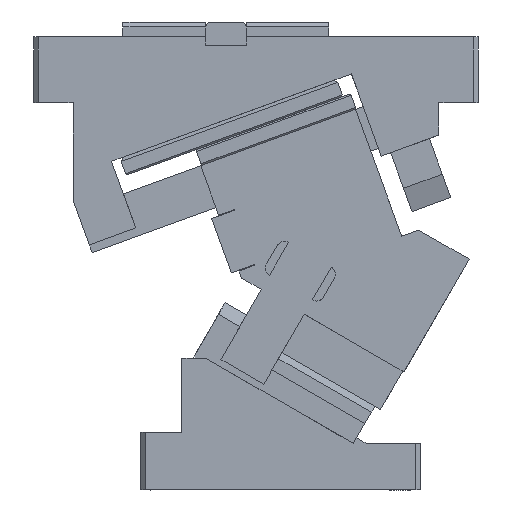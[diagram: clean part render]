
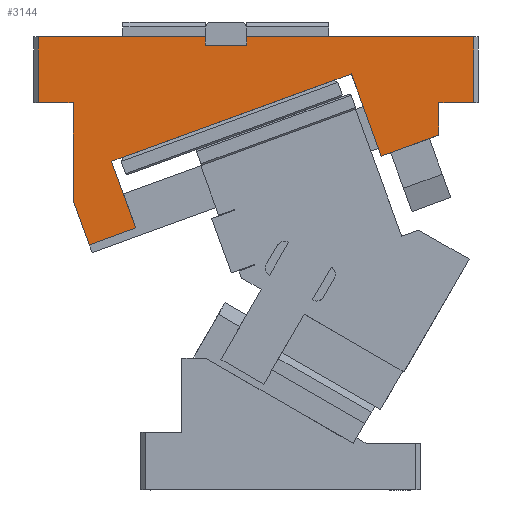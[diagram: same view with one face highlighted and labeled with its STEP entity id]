
A CAD part, front view. The second image highlights one B-rep face of the part: STEP entity #3144.
In plain terms, the highlighted planar face has unit normal (0, -1, 0).
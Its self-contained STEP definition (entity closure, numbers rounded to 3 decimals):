
#2716=CARTESIAN_POINT('Vertex',(127.919,0.,252.453)) ;
#2719=CARTESIAN_POINT('Line Origine',(55.093,0.,225.946)) ;
#2723=CARTESIAN_POINT('Vertex',(118.523,0.,249.033)) ;
#2726=CARTESIAN_POINT('Line Origine',(55.093,0.,225.946)) ;
#2730=CARTESIAN_POINT('Vertex',(-13.034,0.,201.15)) ;
#2733=CARTESIAN_POINT('Line Origine',(55.093,0.,225.946)) ;
#2737=CARTESIAN_POINT('Vertex',(-17.733,0.,199.44)) ;
#2966=CARTESIAN_POINT('Vertex',(146.047,0.,202.649)) ;
#2969=CARTESIAN_POINT('Line Origine',(136.983,0.,227.551)) ;
#3015=CARTESIAN_POINT('Axis2P3D Location',(174.772,0.,275.)) ;
#3020=CARTESIAN_POINT('Line Origine',(163.523,0.,209.01)) ;
#3024=CARTESIAN_POINT('Vertex',(181.,0.,215.371)) ;
#3027=CARTESIAN_POINT('Line Origine',(181.,0.,225.186)) ;
#3031=CARTESIAN_POINT('Vertex',(181.,0.,235.)) ;
#3034=CARTESIAN_POINT('Line Origine',(191.5,0.,235.)) ;
#3038=CARTESIAN_POINT('Vertex',(202.,0.,235.)) ;
#3041=CARTESIAN_POINT('Line Origine',(202.,0.,255.)) ;
#3045=CARTESIAN_POINT('Vertex',(202.,0.,275.)) ;
#3048=CARTESIAN_POINT('Line Origine',(133.135,0.,275.)) ;
#3052=CARTESIAN_POINT('Vertex',(64.271,0.,275.)) ;
#3055=CARTESIAN_POINT('Line Origine',(64.271,0.,272.5)) ;
#3059=CARTESIAN_POINT('Vertex',(64.271,0.,270.)) ;
#3062=CARTESIAN_POINT('Line Origine',(51.771,0.,270.)) ;
#3066=CARTESIAN_POINT('Vertex',(39.271,0.,270.)) ;
#3069=CARTESIAN_POINT('Line Origine',(39.271,0.,272.5)) ;
#3073=CARTESIAN_POINT('Vertex',(39.271,0.,275.)) ;
#3076=CARTESIAN_POINT('Line Origine',(-11.365,0.,275.)) ;
#3080=CARTESIAN_POINT('Vertex',(-62.,0.,275.)) ;
#3083=CARTESIAN_POINT('Line Origine',(-62.,0.,255.)) ;
#3087=CARTESIAN_POINT('Vertex',(-62.,0.,235.)) ;
#3090=CARTESIAN_POINT('Line Origine',(-51.5,0.,235.)) ;
#3094=CARTESIAN_POINT('Vertex',(-41.,0.,235.)) ;
#3097=CARTESIAN_POINT('Line Origine',(-41.,0.,205.326)) ;
#3101=CARTESIAN_POINT('Vertex',(-41.,0.,175.652)) ;
#3104=CARTESIAN_POINT('Line Origine',(-36.108,0.,162.212)) ;
#3108=CARTESIAN_POINT('Vertex',(-31.217,0.,148.773)) ;
#3111=CARTESIAN_POINT('Line Origine',(-17.121,0.,153.903)) ;
#3115=CARTESIAN_POINT('Vertex',(-3.026,0.,159.033)) ;
#3118=CARTESIAN_POINT('Line Origine',(-10.379,0.,179.237)) ;
#2720=DIRECTION('Vector Direction',(0.94,0.,0.342)) ;
#2727=DIRECTION('Vector Direction',(0.94,0.,0.342)) ;
#2734=DIRECTION('Vector Direction',(0.94,0.,0.342)) ;
#2970=DIRECTION('Vector Direction',(0.342,0.,-0.94)) ;
#3016=DIRECTION('Axis2P3D Direction',(0.,1.,0.)) ;
#3017=DIRECTION('Axis2P3D XDirection',(-1.,0.,0.)) ;
#3021=DIRECTION('Vector Direction',(-0.94,0.,-0.342)) ;
#3028=DIRECTION('Vector Direction',(0.,0.,-1.)) ;
#3035=DIRECTION('Vector Direction',(-1.,0.,0.)) ;
#3042=DIRECTION('Vector Direction',(0.,0.,1.)) ;
#3049=DIRECTION('Vector Direction',(1.,0.,0.)) ;
#3056=DIRECTION('Vector Direction',(0.,0.,-1.)) ;
#3063=DIRECTION('Vector Direction',(1.,0.,0.)) ;
#3070=DIRECTION('Vector Direction',(0.,0.,1.)) ;
#3077=DIRECTION('Vector Direction',(1.,0.,0.)) ;
#3084=DIRECTION('Vector Direction',(0.,0.,-1.)) ;
#3091=DIRECTION('Vector Direction',(1.,0.,0.)) ;
#3098=DIRECTION('Vector Direction',(0.,0.,-1.)) ;
#3105=DIRECTION('Vector Direction',(0.342,0.,-0.94)) ;
#3112=DIRECTION('Vector Direction',(0.94,0.,0.342)) ;
#3119=DIRECTION('Vector Direction',(-0.342,0.,0.94)) ;
#3018=AXIS2_PLACEMENT_3D('Plane Axis2P3D',#3015,#3016,#3017) ;
#3124=ORIENTED_EDGE('',*,*,#2739,.F.) ;
#3125=ORIENTED_EDGE('',*,*,#2732,.F.) ;
#3126=ORIENTED_EDGE('',*,*,#2725,.F.) ;
#3127=ORIENTED_EDGE('',*,*,#2973,.T.) ;
#3128=ORIENTED_EDGE('',*,*,#3026,.F.) ;
#3129=ORIENTED_EDGE('',*,*,#3033,.F.) ;
#3130=ORIENTED_EDGE('',*,*,#3040,.F.) ;
#3131=ORIENTED_EDGE('',*,*,#3047,.T.) ;
#3132=ORIENTED_EDGE('',*,*,#3054,.F.) ;
#3133=ORIENTED_EDGE('',*,*,#3061,.T.) ;
#3134=ORIENTED_EDGE('',*,*,#3068,.F.) ;
#3135=ORIENTED_EDGE('',*,*,#3075,.T.) ;
#3136=ORIENTED_EDGE('',*,*,#3082,.F.) ;
#3137=ORIENTED_EDGE('',*,*,#3089,.T.) ;
#3138=ORIENTED_EDGE('',*,*,#3096,.F.) ;
#3139=ORIENTED_EDGE('',*,*,#3103,.T.) ;
#3140=ORIENTED_EDGE('',*,*,#3110,.T.) ;
#3141=ORIENTED_EDGE('',*,*,#3117,.T.) ;
#3142=ORIENTED_EDGE('',*,*,#3122,.T.) ;
#2721=VECTOR('Line Direction',#2720,1.) ;
#2728=VECTOR('Line Direction',#2727,1.) ;
#2735=VECTOR('Line Direction',#2734,1.) ;
#2971=VECTOR('Line Direction',#2970,1.) ;
#3022=VECTOR('Line Direction',#3021,1.) ;
#3029=VECTOR('Line Direction',#3028,1.) ;
#3036=VECTOR('Line Direction',#3035,1.) ;
#3043=VECTOR('Line Direction',#3042,1.) ;
#3050=VECTOR('Line Direction',#3049,1.) ;
#3057=VECTOR('Line Direction',#3056,1.) ;
#3064=VECTOR('Line Direction',#3063,1.) ;
#3071=VECTOR('Line Direction',#3070,1.) ;
#3078=VECTOR('Line Direction',#3077,1.) ;
#3085=VECTOR('Line Direction',#3084,1.) ;
#3092=VECTOR('Line Direction',#3091,1.) ;
#3099=VECTOR('Line Direction',#3098,1.) ;
#3106=VECTOR('Line Direction',#3105,1.) ;
#3113=VECTOR('Line Direction',#3112,1.) ;
#3120=VECTOR('Line Direction',#3119,1.) ;
#3144=ADVANCED_FACE('CAM HOLDER',(#3143),#3019,.F.) ;
#2725=EDGE_CURVE('',#2717,#2724,#2722,.F.) ;
#2732=EDGE_CURVE('',#2724,#2731,#2729,.F.) ;
#2739=EDGE_CURVE('',#2731,#2738,#2736,.F.) ;
#2973=EDGE_CURVE('',#2717,#2967,#2972,.T.) ;
#3026=EDGE_CURVE('',#3025,#2967,#3023,.T.) ;
#3033=EDGE_CURVE('',#3032,#3025,#3030,.T.) ;
#3040=EDGE_CURVE('',#3039,#3032,#3037,.T.) ;
#3047=EDGE_CURVE('',#3039,#3046,#3044,.T.) ;
#3054=EDGE_CURVE('',#3053,#3046,#3051,.T.) ;
#3061=EDGE_CURVE('',#3053,#3060,#3058,.T.) ;
#3068=EDGE_CURVE('',#3067,#3060,#3065,.T.) ;
#3075=EDGE_CURVE('',#3067,#3074,#3072,.T.) ;
#3082=EDGE_CURVE('',#3081,#3074,#3079,.T.) ;
#3089=EDGE_CURVE('',#3081,#3088,#3086,.T.) ;
#3096=EDGE_CURVE('',#3095,#3088,#3093,.F.) ;
#3103=EDGE_CURVE('',#3095,#3102,#3100,.T.) ;
#3110=EDGE_CURVE('',#3102,#3109,#3107,.T.) ;
#3117=EDGE_CURVE('',#3109,#3116,#3114,.T.) ;
#3122=EDGE_CURVE('',#3116,#2738,#3121,.T.) ;
#3123=EDGE_LOOP('',(#3124,#3125,#3126,#3127,#3128,#3129,#3130,#3131,#3132,#3133,#3134,#3135,#3136,#3137,#3138,#3139,#3140,#3141,#3142)) ;
#3143=FACE_OUTER_BOUND('',#3123,.T.) ;
#2722=LINE('Line',#2719,#2721) ;
#2729=LINE('Line',#2726,#2728) ;
#2736=LINE('Line',#2733,#2735) ;
#2972=LINE('Line',#2969,#2971) ;
#3023=LINE('Line',#3020,#3022) ;
#3030=LINE('Line',#3027,#3029) ;
#3037=LINE('Line',#3034,#3036) ;
#3044=LINE('Line',#3041,#3043) ;
#3051=LINE('Line',#3048,#3050) ;
#3058=LINE('Line',#3055,#3057) ;
#3065=LINE('Line',#3062,#3064) ;
#3072=LINE('Line',#3069,#3071) ;
#3079=LINE('Line',#3076,#3078) ;
#3086=LINE('Line',#3083,#3085) ;
#3093=LINE('Line',#3090,#3092) ;
#3100=LINE('Line',#3097,#3099) ;
#3107=LINE('Line',#3104,#3106) ;
#3114=LINE('Line',#3111,#3113) ;
#3121=LINE('Line',#3118,#3120) ;
#3019=PLANE('Plane',#3018) ;
#2717=VERTEX_POINT('',#2716) ;
#2724=VERTEX_POINT('',#2723) ;
#2731=VERTEX_POINT('',#2730) ;
#2738=VERTEX_POINT('',#2737) ;
#2967=VERTEX_POINT('',#2966) ;
#3025=VERTEX_POINT('',#3024) ;
#3032=VERTEX_POINT('',#3031) ;
#3039=VERTEX_POINT('',#3038) ;
#3046=VERTEX_POINT('',#3045) ;
#3053=VERTEX_POINT('',#3052) ;
#3060=VERTEX_POINT('',#3059) ;
#3067=VERTEX_POINT('',#3066) ;
#3074=VERTEX_POINT('',#3073) ;
#3081=VERTEX_POINT('',#3080) ;
#3088=VERTEX_POINT('',#3087) ;
#3095=VERTEX_POINT('',#3094) ;
#3102=VERTEX_POINT('',#3101) ;
#3109=VERTEX_POINT('',#3108) ;
#3116=VERTEX_POINT('',#3115) ;
